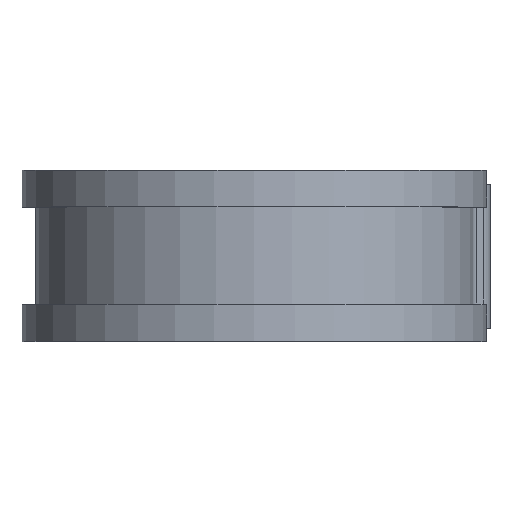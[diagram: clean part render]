
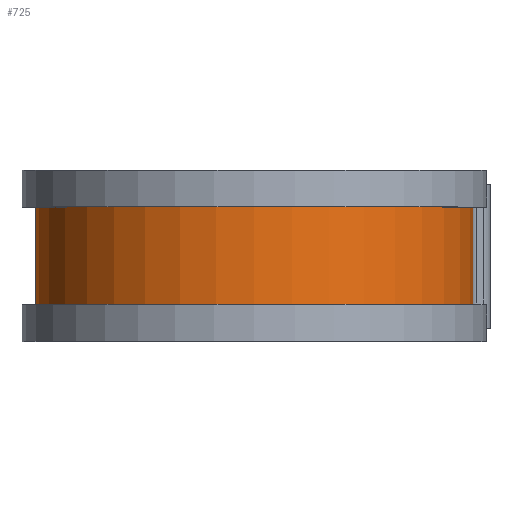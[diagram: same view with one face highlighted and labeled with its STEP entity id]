
A CAD part, top view. The second image highlights one B-rep face of the part: STEP entity #725.
In plain terms, the highlighted cylindrical face has radius 24.168 mm (diameter 48.336 mm), a partial arc.
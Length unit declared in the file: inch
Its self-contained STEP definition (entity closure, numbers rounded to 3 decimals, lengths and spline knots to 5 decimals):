
#86 = ORIENTED_EDGE ( 'NONE', *, *, #1033, .F. ) ;
#229 = VERTEX_POINT ( 'NONE', #1341 ) ;
#250 = CARTESIAN_POINT ( 'NONE',  ( 0.9515, -0.2125, 0. ) ) ;
#329 = AXIS2_PLACEMENT_3D ( 'NONE', #1248, #452, #444 ) ;
#382 = EDGE_CURVE ( 'NONE', #1476, #229, #913, .T. ) ;
#443 = EDGE_CURVE ( 'NONE', #1181, #1717, #1089, .T. ) ;
#444 = DIRECTION ( 'NONE',  ( 0., 0., -1. ) ) ;
#452 = DIRECTION ( 'NONE',  ( 0., -1., 0. ) ) ;
#521 = DIRECTION ( 'NONE',  ( 0., -1., 0. ) ) ;
#564 = CARTESIAN_POINT ( 'NONE',  ( 0., 0.2125, -0.9515 ) ) ;
#590 = AXIS2_PLACEMENT_3D ( 'NONE', #960, #521, #718 ) ;
#643 = DIRECTION ( 'NONE',  ( 0., -1., 0. ) ) ;
#645 = DIRECTION ( 'NONE',  ( 0., 0., -1. ) ) ;
#699 = CARTESIAN_POINT ( 'NONE',  ( 0., 0.3125, 0. ) ) ;
#710 = EDGE_CURVE ( 'NONE', #1717, #229, #1568, .T. ) ;
#718 = DIRECTION ( 'NONE',  ( 0., 0., -1. ) ) ;
#725 = ADVANCED_FACE ( 'NONE', ( #1589 ), #1618, .T. ) ;
#734 = DIRECTION ( 'NONE',  ( 0., -1., 0. ) ) ;
#753 = CARTESIAN_POINT ( 'NONE',  ( 0., 0.3125, -0.9515 ) ) ;
#878 = CARTESIAN_POINT ( 'NONE',  ( 0.9515, 0.2125, 0. ) ) ;
#913 = CIRCLE ( 'NONE', #329, 0.9515 ) ;
#960 = CARTESIAN_POINT ( 'NONE',  ( 0., 0.2125, 0. ) ) ;
#977 = VECTOR ( 'NONE', #1256, 39.37008 ) ;
#1033 = EDGE_CURVE ( 'NONE', #1181, #1476, #1409, .T. ) ;
#1056 = ORIENTED_EDGE ( 'NONE', *, *, #382, .F. ) ;
#1089 = CIRCLE ( 'NONE', #590, 0.9515 ) ;
#1158 = CARTESIAN_POINT ( 'NONE',  ( 0.9515, 0.3125, 0. ) ) ;
#1181 = VERTEX_POINT ( 'NONE', #878 ) ;
#1189 = AXIS2_PLACEMENT_3D ( 'NONE', #699, #643, #645 ) ;
#1202 = ORIENTED_EDGE ( 'NONE', *, *, #443, .T. ) ;
#1248 = CARTESIAN_POINT ( 'NONE',  ( 0., -0.2125, 0. ) ) ;
#1256 = DIRECTION ( 'NONE',  ( 0., -1., 0. ) ) ;
#1341 = CARTESIAN_POINT ( 'NONE',  ( 0., -0.2125, -0.9515 ) ) ;
#1409 = LINE ( 'NONE', #1158, #977 ) ;
#1476 = VERTEX_POINT ( 'NONE', #250 ) ;
#1482 = ORIENTED_EDGE ( 'NONE', *, *, #710, .T. ) ;
#1548 = VECTOR ( 'NONE', #734, 39.37008 ) ;
#1563 = EDGE_LOOP ( 'NONE', ( #86, #1202, #1482, #1056 ) ) ;
#1568 = LINE ( 'NONE', #753, #1548 ) ;
#1589 = FACE_OUTER_BOUND ( 'NONE', #1563, .T. ) ;
#1618 = CYLINDRICAL_SURFACE ( 'NONE', #1189, 0.9515 ) ;
#1717 = VERTEX_POINT ( 'NONE', #564 ) ;
